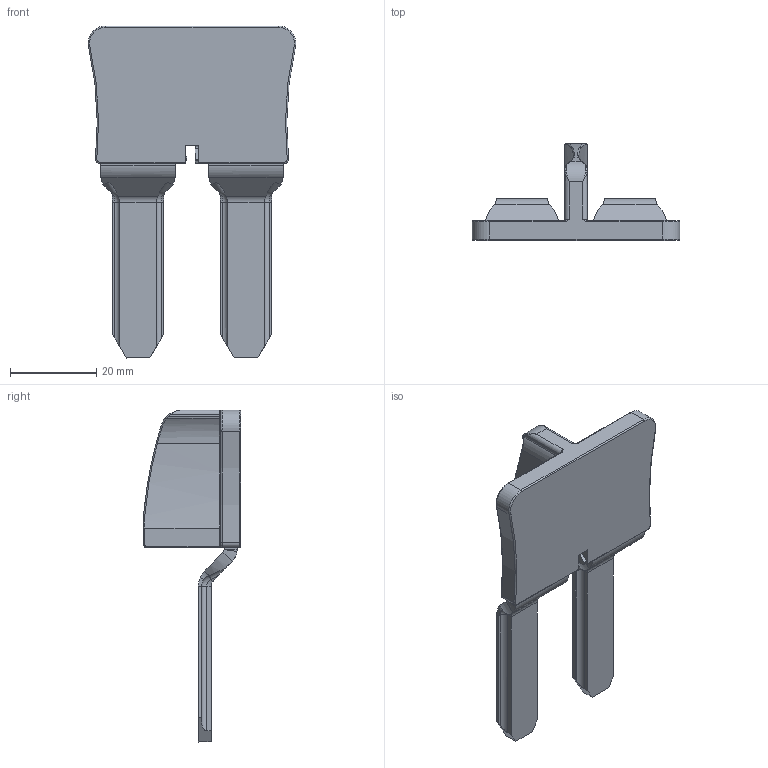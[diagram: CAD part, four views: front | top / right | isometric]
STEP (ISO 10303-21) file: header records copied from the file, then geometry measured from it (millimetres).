
FILE_DESCRIPTION(('CATIA V5 STEP Exchange','CAx-IF Rec.Pracs.--- Model Styling and Organization---1.5--- 2016-08-15','CAx-IF Rec.Pracs.---Supplemental Geometry---1.0---2011-11-01','CAx-IF Rec.Pracs.--- Composite Materials ---1.1---2010-07-15'),'2;1');
FILE_NAME ('1148625-10_1', '2025-09-19T08:36:08+00:00', ('none'), ('Weidmueller'), 'CATIA Version 5-6 Release 2024 SP4', 'CATIA V5 STEP AP214 v3', 'none');
FILE_SCHEMA(('AUTOMOTIVE_DESIGN { 1 0 10303 214 1 1 1 1 }'));
Length unit declared in the file: millimetre
Products named in the file (1): 2694250000
Bounding box: 48.06 x 22.5 x 76.91 mm (x, y, z)
Volume: 10864 mm3; surface area: 13494.3 mm2
Topology: 2 solids, 2 shells, 230 faces, 604 edges, 374 vertices
Faces by surface type: plane 106, cylinder 62, torus 32, bspline 22, cone 8
Entity records: 7578 total; most frequent: CARTESIAN_POINT 2445, ORIENTED_EDGE 1200, DIRECTION 793, EDGE_CURVE 600, VERTEX_POINT 374, VECTOR 319, LINE 319, AXIS2_PLACEMENT_3D 312
